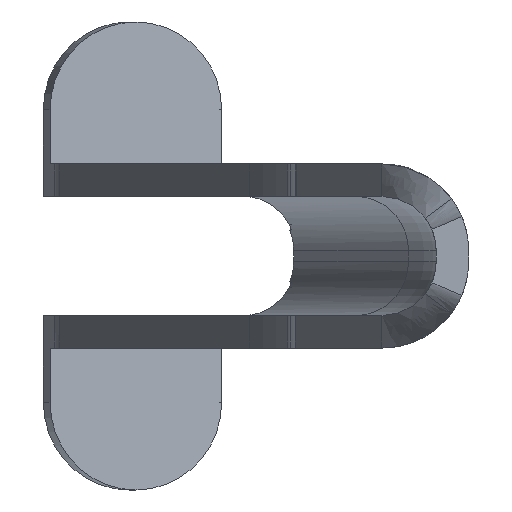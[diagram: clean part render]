
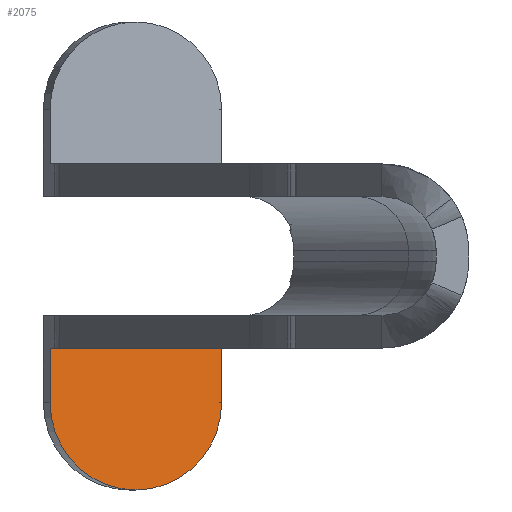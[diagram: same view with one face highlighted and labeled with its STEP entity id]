
A CAD part, left-side view. The second image highlights one B-rep face of the part: STEP entity #2075.
In plain terms, the highlighted planar face has unit normal (-0.978, -0.208, 0).
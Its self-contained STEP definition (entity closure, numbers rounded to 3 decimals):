
#754=DIRECTION('',(0.,0.,1.));
#755=VECTOR('',#754,2.5);
#756=CARTESIAN_POINT('',(65.229,95.016,-6.75));
#757=LINE('',#756,#755);
#758=DIRECTION('',(0.208,-0.978,0.));
#759=VECTOR('',#758,8.095);
#760=CARTESIAN_POINT('',(65.229,95.016,-4.25));
#761=LINE('',#760,#759);
#762=DIRECTION('',(0.,0.,-1.));
#763=VECTOR('',#762,2.5);
#764=CARTESIAN_POINT('',(66.912,87.098,-4.25));
#765=LINE('',#764,#763);
#766=CARTESIAN_POINT('',(66.07,91.057,-6.75));
#767=DIRECTION('',(-0.978,-0.208,0.));
#768=DIRECTION('',(-0.208,0.978,0.));
#769=AXIS2_PLACEMENT_3D('',#766,#767,#768);
#980=CARTESIAN_POINT('',(65.229,95.016,-6.75));
#981=CARTESIAN_POINT('',(66.912,87.098,-6.75));
#982=VERTEX_POINT('',#980);
#983=VERTEX_POINT('',#981);
#1105=CARTESIAN_POINT('',(65.229,95.016,-4.25));
#1106=CARTESIAN_POINT('',(66.912,87.098,-4.25));
#1107=VERTEX_POINT('',#1105);
#1108=VERTEX_POINT('',#1106);
#2063=CARTESIAN_POINT('',(65.749,92.567,4.278));
#2064=DIRECTION('',(-0.978,-0.208,0.));
#2065=DIRECTION('',(-0.208,0.978,0.));
#2066=AXIS2_PLACEMENT_3D('',#2063,#2064,#2065);
#2067=PLANE('',#2066);
#2068=ORIENTED_EDGE('',*,*,#1823,.T.);
#2069=ORIENTED_EDGE('',*,*,#2039,.T.);
#2070=ORIENTED_EDGE('',*,*,#1855,.T.);
#2072=ORIENTED_EDGE('',*,*,#2071,.F.);
#2073=EDGE_LOOP('',(#2068,#2069,#2070,#2072));
#2074=FACE_OUTER_BOUND('',#2073,.F.);
#2075=ADVANCED_FACE('',(#2074),#2067,.T.);
#770=CIRCLE('',#769,4.048);
#1823=EDGE_CURVE('',#982,#1107,#757,.T.);
#1855=EDGE_CURVE('',#1108,#983,#765,.T.);
#2039=EDGE_CURVE('',#1107,#1108,#761,.T.);
#2071=EDGE_CURVE('',#982,#983,#770,.T.);
